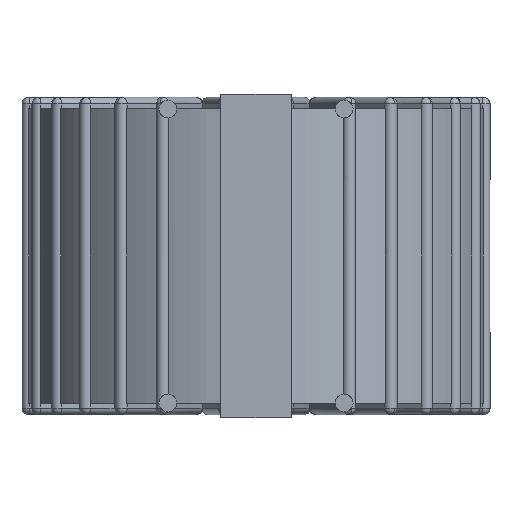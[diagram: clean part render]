
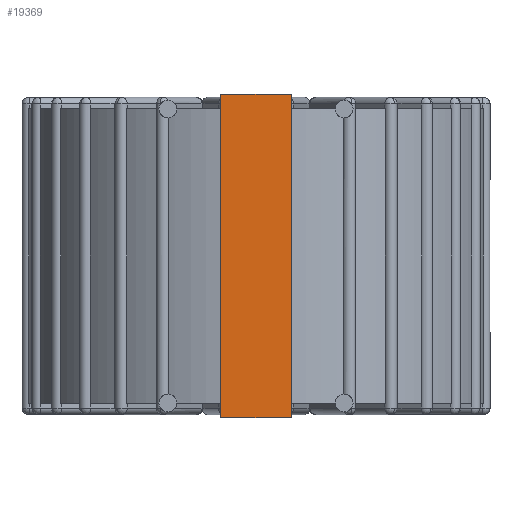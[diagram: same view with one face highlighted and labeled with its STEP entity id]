
A CAD part, front view. The second image highlights one B-rep face of the part: STEP entity #19369.
In plain terms, the highlighted planar face has unit normal (0, -1, 0).
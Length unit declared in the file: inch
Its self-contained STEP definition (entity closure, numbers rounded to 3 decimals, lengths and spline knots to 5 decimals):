
#41=DIRECTION('',(0.,0.,-1.));
#42=VECTOR('',#41,0.55);
#43=CARTESIAN_POINT('',(0.06,-0.4,0.275));
#44=LINE('',#43,#42);
#580=DIRECTION('',(0.,0.,-1.));
#581=VECTOR('',#580,0.55);
#582=CARTESIAN_POINT('',(-0.06,-0.4,0.275));
#583=LINE('',#582,#581);
#7842=DIRECTION('',(1.,0.,0.));
#7843=VECTOR('',#7842,0.12);
#7844=CARTESIAN_POINT('',(-0.06,-0.4,0.275));
#7845=LINE('',#7844,#7843);
#7850=DIRECTION('',(1.,0.,0.));
#7851=VECTOR('',#7850,0.12);
#7852=CARTESIAN_POINT('',(-0.06,-0.4,-0.275));
#7853=LINE('',#7852,#7851);
#9342=CARTESIAN_POINT('',(-0.06,-0.4,0.275));
#9343=CARTESIAN_POINT('',(-0.06,-0.4,-0.275));
#9344=VERTEX_POINT('',#9342);
#9345=VERTEX_POINT('',#9343);
#9350=CARTESIAN_POINT('',(0.06,-0.4,0.275));
#9351=CARTESIAN_POINT('',(0.06,-0.4,-0.275));
#9352=VERTEX_POINT('',#9350);
#9353=VERTEX_POINT('',#9351);
#19357=CARTESIAN_POINT('',(-0.06,-0.4,0.275));
#19358=DIRECTION('',(0.,-1.,0.));
#19359=DIRECTION('',(0.,0.,-1.));
#19360=AXIS2_PLACEMENT_3D('',#19357,#19358,#19359);
#19361=PLANE('',#19360);
#19362=ORIENTED_EDGE('',*,*,#10606,.F.);
#19363=ORIENTED_EDGE('',*,*,#19351,.T.);
#19364=ORIENTED_EDGE('',*,*,#9689,.T.);
#19366=ORIENTED_EDGE('',*,*,#19365,.F.);
#19367=EDGE_LOOP('',(#19362,#19363,#19364,#19366));
#19368=FACE_OUTER_BOUND('',#19367,.F.);
#9689=EDGE_CURVE('',#9352,#9353,#44,.T.);
#10606=EDGE_CURVE('',#9344,#9345,#583,.T.);
#19351=EDGE_CURVE('',#9344,#9352,#7845,.T.);
#19365=EDGE_CURVE('',#9345,#9353,#7853,.T.);
#19369=ADVANCED_FACE('',(#19368),#19361,.T.);
